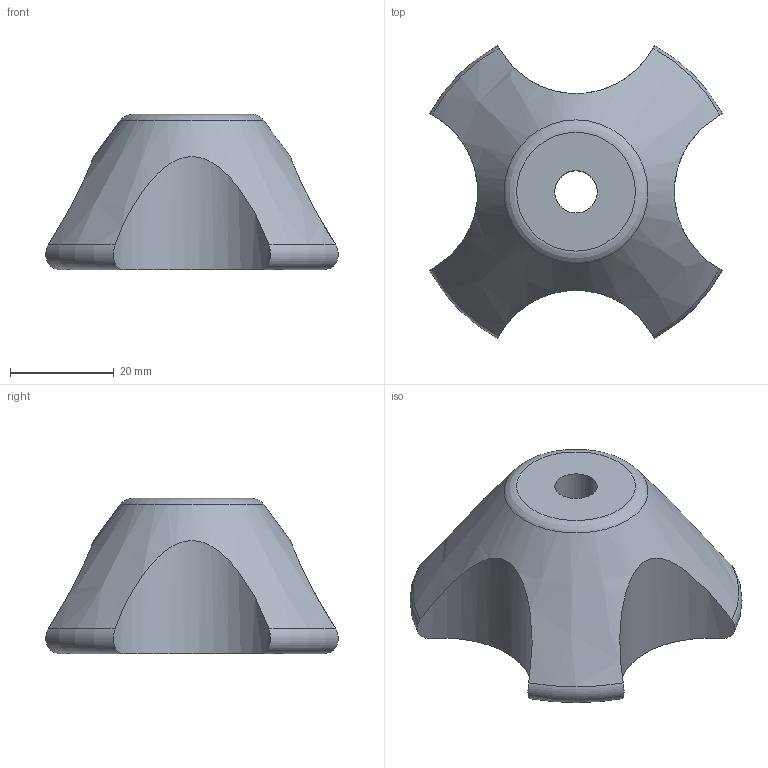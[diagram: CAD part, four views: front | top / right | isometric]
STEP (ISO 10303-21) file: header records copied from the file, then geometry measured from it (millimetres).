
FILE_DESCRIPTION(('FreeCAD Model'),'2;1');
FILE_NAME('Open CASCADE Shape Model','2021-12-29T19:30:34',('Author'),( ''),'Open CASCADE STEP processor 7.5','FreeCAD','Unknown');
FILE_SCHEMA(('AUTOMOTIVE_DESIGN { 1 0 10303 214 1 1 1 1 }'));
Length unit declared in the file: millimetre
Products named in the file (1): spool.holder.knob
Bounding box: 56.56 x 56.56 x 30 mm (x, y, z)
Volume: 42752.5 mm3; surface area: 8404 mm2
Topology: 1 solids, 1 shells, 13 faces, 32 edges, 21 vertices
Faces by surface type: torus 5, cylinder 5, plane 2, cone 1
Full cylindrical faces by diameter (mm): 8.2 x1
Entity records: 3247 total; most frequent: CARTESIAN_POINT 2623, DIRECTION 100, ORIENTED_EDGE 64, PCURVE 64, DEFINITIONAL_REPRESENTATION 64, B_SPLINE_CURVE_WITH_KNOTS 41, EDGE_CURVE 32, AXIS2_PLACEMENT_3D 31
